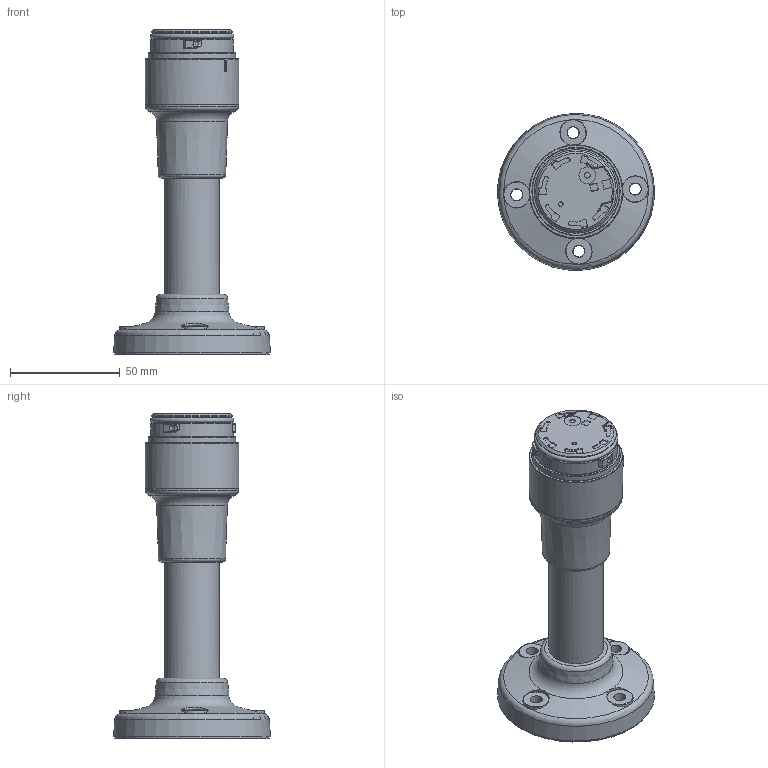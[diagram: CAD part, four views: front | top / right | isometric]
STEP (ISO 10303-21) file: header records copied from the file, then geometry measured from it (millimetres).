
FILE_DESCRIPTION(/* description */ (''),/* implementation_level */ '2;1');
FILE_NAME(/* name */ 'XWR 100.stp',/* time_stamp */ '2015-04-29T10:36:13+02:00',/* author */ (''),/* organization */ (''),/* preprocessor_version */ 'ST-DEVELOPER v11',/* originating_system */ 'SIEMENS PLM Software NX 7.5',/* authorisation */ '');
FILE_SCHEMA (('AUTOMOTIVE_DESIGN { 1 0 10303 214 1 1 1 1 }'));
Length unit declared in the file: millimetre
Products named in the file (1): m.ne8A55jwns
Bounding box: 71.42 x 71.42 x 148.15 mm (x, y, z)
Volume: 158324.7 mm3; surface area: 32277.7 mm2
Topology: 3 solids, 3 shells, 300 faces, 768 edges, 481 vertices
Faces by surface type: cylinder 80, plane 71, cone 66, torus 33, bspline 33, sphere 17
Full cylindrical faces by diameter (mm): 5.8 x4, 7.6 x1, 24.8 x1, 34 x1, 34.6 x1, 36.6 x1, 37.6 x1, 40 x1, 42.5 x2, 66.586 x1, 70 x1, 70.4 x1
Entity records: 11029 total; most frequent: CARTESIAN_POINT 4017, ORIENTED_EDGE 1378, DIRECTION 1369, EDGE_CURVE 689, AXIS2_PLACEMENT_3D 594, VERTEX_POINT 460, EDGE_LOOP 382, CIRCLE 317
